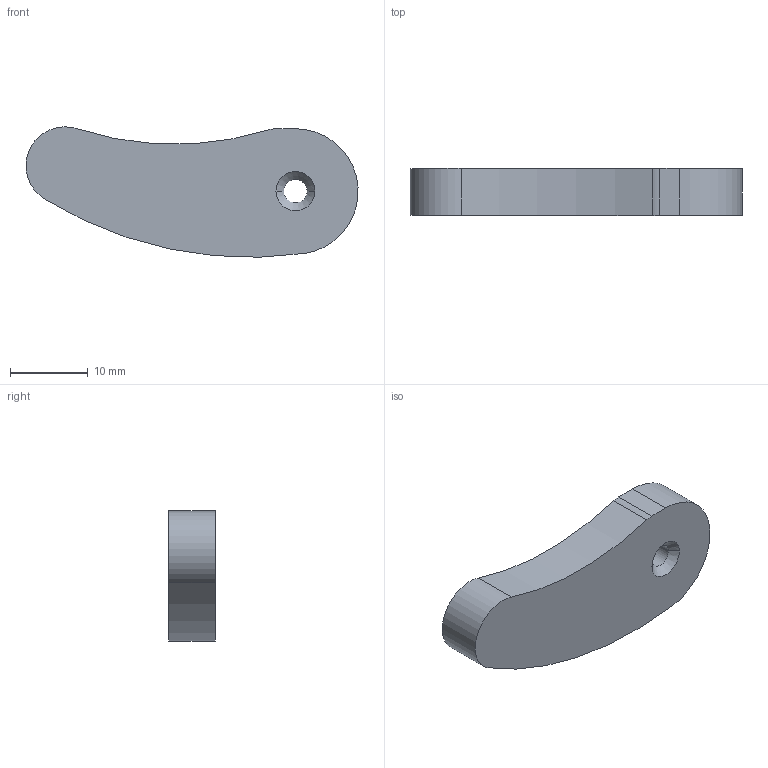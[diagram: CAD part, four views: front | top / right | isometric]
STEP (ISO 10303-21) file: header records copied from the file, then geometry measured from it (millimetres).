
FILE_DESCRIPTION(('CATIA V5 STEP Exchange'),'2;1');
FILE_NAME('Crochet.stp','2019-06-23T01:13:44+00:00',('none'),('none'),'CATIA Version 5 Release 21 GA (IN-10)','CATIA V5 STEP AP203','none');
FILE_SCHEMA(('CONFIG_CONTROL_DESIGN'));
Length unit declared in the file: millimetre
Products named in the file (1): Crochet
Bounding box: 42.58 x 6 x 16.73 mm (x, y, z)
Volume: 3246.6 mm3; surface area: 1747.3 mm2
Topology: 1 solids, 1 shells, 12 faces, 28 edges, 18 vertices
Faces by surface type: cylinder 7, plane 3, cone 2
Entity records: 377 total; most frequent: CARTESIAN_POINT 58, ORIENTED_EDGE 56, DIRECTION 50, AXIS2_PLACEMENT_3D 28, EDGE_CURVE 28, VERTEX_POINT 18, CIRCLE 16, EDGE_LOOP 14
